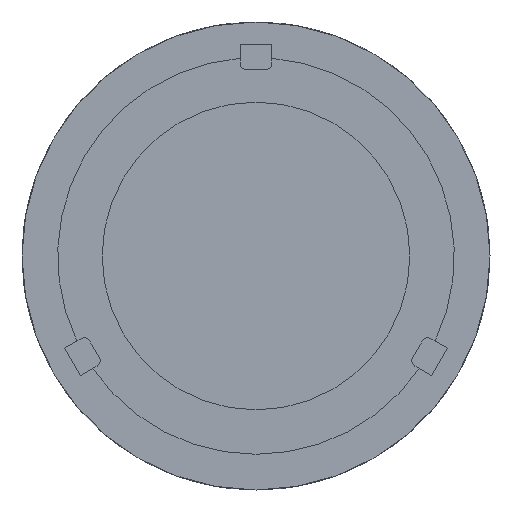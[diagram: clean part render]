
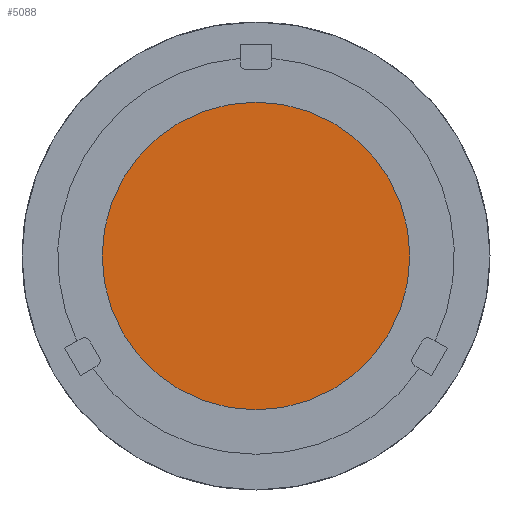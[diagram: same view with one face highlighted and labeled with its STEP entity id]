
A CAD part, front view. The second image highlights one B-rep face of the part: STEP entity #5088.
In plain terms, the highlighted planar face has unit normal (0, -1, 0).
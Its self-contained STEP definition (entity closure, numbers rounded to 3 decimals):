
#592 = FACE_OUTER_BOUND ( 'NONE', #18363, .T. ) ;
#1452 = DIRECTION ( 'NONE',  ( 0., -1., 0. ) ) ;
#1521 = ORIENTED_EDGE ( 'NONE', *, *, #22890, .T. ) ;
#4121 = CARTESIAN_POINT ( 'NONE',  ( 0., 0., 0. ) ) ;
#5088 = ADVANCED_FACE ( 'NONE', ( #592 ), #17060, .F. ) ;
#7414 = DIRECTION ( 'NONE',  ( 0., 0., 1. ) ) ;
#7929 = CARTESIAN_POINT ( 'NONE',  ( 0., 0., 0. ) ) ;
#8339 = CIRCLE ( 'NONE', #23907, 97. ) ;
#9176 = VERTEX_POINT ( 'NONE', #19980 ) ;
#9743 = DIRECTION ( 'NONE',  ( 0., 1., 0. ) ) ;
#12132 = CIRCLE ( 'NONE', #23800, 97. ) ;
#13403 = DIRECTION ( 'NONE',  ( 0., 0., 1. ) ) ;
#13856 = VERTEX_POINT ( 'NONE', #15020 ) ;
#15020 = CARTESIAN_POINT ( 'NONE',  ( 0., 0., -97. ) ) ;
#15315 = EDGE_CURVE ( 'NONE', #13856, #9176, #8339, .T. ) ;
#15858 = DIRECTION ( 'NONE',  ( 0., 0., 1. ) ) ;
#17060 = PLANE ( 'NONE',  #21766 ) ;
#18363 = EDGE_LOOP ( 'NONE', ( #1521, #20906 ) ) ;
#19510 = DIRECTION ( 'NONE',  ( 0., -1., 0. ) ) ;
#19980 = CARTESIAN_POINT ( 'NONE',  ( 0., 0., 97. ) ) ;
#20906 = ORIENTED_EDGE ( 'NONE', *, *, #15315, .T. ) ;
#21766 = AXIS2_PLACEMENT_3D ( 'NONE', #4121, #9743, #13403 ) ;
#22173 = CARTESIAN_POINT ( 'NONE',  ( 0., 0., 0. ) ) ;
#22890 = EDGE_CURVE ( 'NONE', #9176, #13856, #12132, .T. ) ;
#23800 = AXIS2_PLACEMENT_3D ( 'NONE', #22173, #1452, #7414 ) ;
#23907 = AXIS2_PLACEMENT_3D ( 'NONE', #7929, #19510, #15858 ) ;
